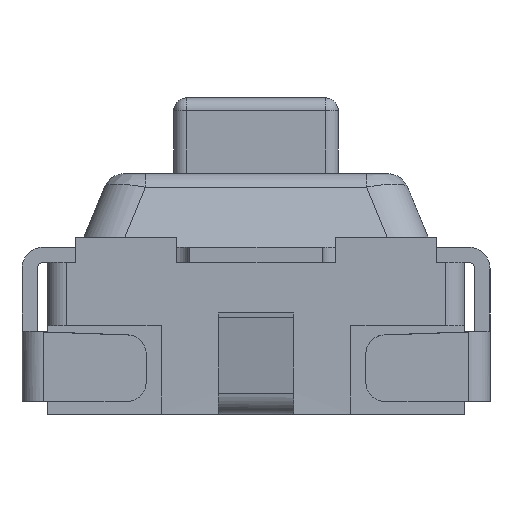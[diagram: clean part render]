
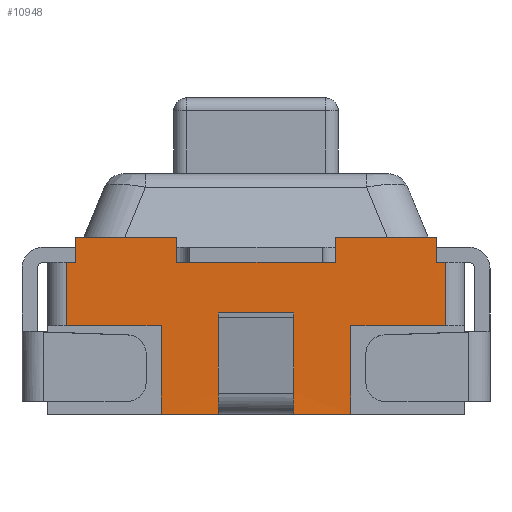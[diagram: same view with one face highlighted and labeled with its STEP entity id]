
A CAD part, left-side view. The second image highlights one B-rep face of the part: STEP entity #10948.
In plain terms, the highlighted planar face has unit normal (-1, 0, 0).
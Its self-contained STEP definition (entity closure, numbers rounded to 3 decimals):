
#1186=LINE('',#18503,#2254);
#1190=LINE('',#18512,#2258);
#1206=LINE('',#18565,#2274);
#1215=LINE('',#18587,#2283);
#1217=LINE('',#18592,#2285);
#1226=LINE('',#18614,#2294);
#1429=LINE('',#19272,#2497);
#1446=LINE('',#19315,#2514);
#1447=LINE('',#19317,#2515);
#1448=LINE('',#19321,#2516);
#1449=LINE('',#19323,#2517);
#1450=LINE('',#19327,#2518);
#1480=LINE('',#19386,#2548);
#1513=LINE('',#19470,#2581);
#1514=LINE('',#19471,#2582);
#1515=LINE('',#19472,#2583);
#1545=LINE('',#19532,#2613);
#1546=LINE('',#19534,#2614);
#1547=LINE('',#19535,#2615);
#1548=LINE('',#19537,#2616);
#2254=VECTOR('',#13841,1000.);
#2258=VECTOR('',#13847,1000.);
#2274=VECTOR('',#13893,1000.);
#2283=VECTOR('',#13912,1000.);
#2285=VECTOR('',#13916,1000.);
#2294=VECTOR('',#13935,1000.);
#2497=VECTOR('',#14450,1000.);
#2514=VECTOR('',#14485,1000.);
#2515=VECTOR('',#14488,1000.);
#2516=VECTOR('',#14493,1000.);
#2517=VECTOR('',#14496,1000.);
#2518=VECTOR('',#14501,1000.);
#2548=VECTOR('',#14549,1000.);
#2581=VECTOR('',#14616,1000.);
#2582=VECTOR('',#14617,1000.);
#2583=VECTOR('',#14618,1000.);
#2613=VECTOR('',#14676,1000.);
#2614=VECTOR('',#14679,1000.);
#2615=VECTOR('',#14680,1000.);
#2616=VECTOR('',#14681,1000.);
#5425=ORIENTED_EDGE('',*,*,#7414,.T.);
#5426=ORIENTED_EDGE('',*,*,#7006,.T.);
#5427=ORIENTED_EDGE('',*,*,#7332,.T.);
#5428=ORIENTED_EDGE('',*,*,#6995,.T.);
#5429=ORIENTED_EDGE('',*,*,#7413,.F.);
#5430=ORIENTED_EDGE('',*,*,#6993,.T.);
#5431=ORIENTED_EDGE('',*,*,#7333,.T.);
#5432=ORIENTED_EDGE('',*,*,#6982,.T.);
#5433=ORIENTED_EDGE('',*,*,#7412,.T.);
#5434=ORIENTED_EDGE('',*,*,#6958,.T.);
#5435=ORIENTED_EDGE('',*,*,#7368,.F.);
#5436=ORIENTED_EDGE('',*,*,#7444,.F.);
#5437=ORIENTED_EDGE('',*,*,#7445,.F.);
#5438=ORIENTED_EDGE('',*,*,#7335,.T.);
#5439=ORIENTED_EDGE('',*,*,#7309,.T.);
#5440=ORIENTED_EDGE('',*,*,#7336,.F.);
#5441=ORIENTED_EDGE('',*,*,#7446,.F.);
#5442=ORIENTED_EDGE('',*,*,#7447,.F.);
#5443=ORIENTED_EDGE('',*,*,#7338,.F.);
#5444=ORIENTED_EDGE('',*,*,#6954,.F.);
#6954=EDGE_CURVE('',#8241,#8242,#1186,.T.);
#6958=EDGE_CURVE('',#8246,#8245,#1190,.T.);
#6982=EDGE_CURVE('',#8268,#8266,#1206,.T.);
#6993=EDGE_CURVE('',#8274,#8275,#1215,.T.);
#6995=EDGE_CURVE('',#8278,#8276,#1217,.T.);
#7006=EDGE_CURVE('',#8284,#8285,#1226,.T.);
#7309=EDGE_CURVE('',#8521,#8520,#1429,.T.);
#7332=EDGE_CURVE('',#8285,#8278,#1446,.T.);
#7333=EDGE_CURVE('',#8275,#8268,#1447,.T.);
#7335=EDGE_CURVE('',#8538,#8521,#1448,.T.);
#7336=EDGE_CURVE('',#8539,#8520,#1449,.T.);
#7338=EDGE_CURVE('',#8242,#8540,#1450,.T.);
#7368=EDGE_CURVE('',#8559,#8245,#1480,.T.);
#7412=EDGE_CURVE('',#8266,#8246,#1513,.T.);
#7413=EDGE_CURVE('',#8274,#8276,#1514,.T.);
#7414=EDGE_CURVE('',#8241,#8284,#1515,.T.);
#7444=EDGE_CURVE('',#8609,#8559,#1545,.T.);
#7445=EDGE_CURVE('',#8538,#8609,#1546,.T.);
#7446=EDGE_CURVE('',#8610,#8539,#1547,.T.);
#7447=EDGE_CURVE('',#8540,#8610,#1548,.T.);
#8241=VERTEX_POINT('',#18502);
#8242=VERTEX_POINT('',#18504);
#8245=VERTEX_POINT('',#18511);
#8246=VERTEX_POINT('',#18513);
#8266=VERTEX_POINT('',#18563);
#8268=VERTEX_POINT('',#18566);
#8274=VERTEX_POINT('',#18584);
#8275=VERTEX_POINT('',#18586);
#8276=VERTEX_POINT('',#18590);
#8278=VERTEX_POINT('',#18593);
#8284=VERTEX_POINT('',#18611);
#8285=VERTEX_POINT('',#18613);
#8520=VERTEX_POINT('',#19271);
#8521=VERTEX_POINT('',#19273);
#8538=VERTEX_POINT('',#19320);
#8539=VERTEX_POINT('',#19324);
#8540=VERTEX_POINT('',#19328);
#8559=VERTEX_POINT('',#19385);
#8609=VERTEX_POINT('',#19531);
#8610=VERTEX_POINT('',#19536);
#9419=EDGE_LOOP('',(#5425,#5426,#5427,#5428,#5429,#5430,#5431,#5432,#5433,
#5434,#5435,#5436,#5437,#5438,#5439,#5440,#5441,#5442,#5443,#5444));
#10017=FACE_BOUND('',#9419,.T.);
#10407=PLANE('',#11914);
#10948=ADVANCED_FACE('',(#10017),#10407,.F.);
#11914=AXIS2_PLACEMENT_3D('',#19533,#14677,#14678);
#13841=DIRECTION('',(0.,0.,-1.));
#13847=DIRECTION('',(0.,0.,-1.));
#13893=DIRECTION('',(0.,0.,-1.));
#13912=DIRECTION('',(0.,0.,1.));
#13916=DIRECTION('',(0.,0.,-1.));
#13935=DIRECTION('',(0.,0.,1.));
#14450=DIRECTION('',(0.,-1.,0.));
#14485=DIRECTION('',(0.,1.,0.));
#14488=DIRECTION('',(0.,1.,0.));
#14493=DIRECTION('',(0.,0.,1.));
#14496=DIRECTION('',(0.,0.,1.));
#14501=DIRECTION('',(0.,1.,0.));
#14549=DIRECTION('',(0.,1.,0.));
#14616=DIRECTION('',(0.,1.,0.));
#14617=DIRECTION('',(0.,-1.,0.));
#14618=DIRECTION('',(0.,1.,0.));
#14676=DIRECTION('',(0.,0.,1.));
#14677=DIRECTION('',(1.,0.,0.));
#14678=DIRECTION('',(0.,1.,0.));
#14679=DIRECTION('',(0.,1.,0.));
#14680=DIRECTION('',(0.,1.,0.));
#14681=DIRECTION('',(0.,0.,-1.));
#18502=CARTESIAN_POINT('',(2419.192,678.516,0.9));
#18503=CARTESIAN_POINT('',(2419.192,678.516,0.65));
#18504=CARTESIAN_POINT('',(2419.192,678.516,0.4));
#18511=CARTESIAN_POINT('',(2419.192,681.516,0.4));
#18512=CARTESIAN_POINT('',(2419.192,681.516,0.55));
#18513=CARTESIAN_POINT('',(2419.192,681.516,0.9));
#18563=CARTESIAN_POINT('',(2419.192,681.441,0.9));
#18565=CARTESIAN_POINT('',(2419.192,681.441,0.55));
#18566=CARTESIAN_POINT('',(2419.192,681.441,1.1));
#18584=CARTESIAN_POINT('',(2419.192,680.641,0.9));
#18586=CARTESIAN_POINT('',(2419.192,680.641,1.1));
#18587=CARTESIAN_POINT('',(2419.192,680.641,0.55));
#18590=CARTESIAN_POINT('',(2419.192,679.391,0.9));
#18592=CARTESIAN_POINT('',(2419.192,679.391,0.55));
#18593=CARTESIAN_POINT('',(2419.192,679.391,1.1));
#18611=CARTESIAN_POINT('',(2419.192,678.591,0.9));
#18613=CARTESIAN_POINT('',(2419.192,678.591,1.1));
#18614=CARTESIAN_POINT('',(2419.192,678.591,0.55));
#19271=CARTESIAN_POINT('',(2419.192,679.716,-0.128));
#19272=CARTESIAN_POINT('',(2419.192,680.016,-0.128));
#19273=CARTESIAN_POINT('',(2419.192,680.316,-0.128));
#19315=CARTESIAN_POINT('',(2419.192,680.016,1.1));
#19317=CARTESIAN_POINT('',(2419.192,680.016,1.1));
#19320=CARTESIAN_POINT('',(2419.19,680.316,-0.3));
#19321=CARTESIAN_POINT('',(2419.192,680.316,0.55));
#19323=CARTESIAN_POINT('',(2419.192,679.716,0.55));
#19324=CARTESIAN_POINT('',(2419.187,679.716,-0.3));
#19327=CARTESIAN_POINT('',(2419.192,681.191,0.4));
#19328=CARTESIAN_POINT('',(2419.192,679.266,0.4));
#19385=CARTESIAN_POINT('',(2419.192,680.766,0.4));
#19386=CARTESIAN_POINT('',(2419.192,681.191,0.4));
#19470=CARTESIAN_POINT('',(2419.192,680.016,0.9));
#19471=CARTESIAN_POINT('',(2419.192,680.016,0.9));
#19472=CARTESIAN_POINT('',(2419.192,680.016,0.9));
#19531=CARTESIAN_POINT('',(2419.192,680.766,-0.3));
#19532=CARTESIAN_POINT('',(2419.192,680.766,0.2));
#19533=CARTESIAN_POINT('',(2419.192,680.016,0.55));
#19534=CARTESIAN_POINT('',(2419.192,680.016,-0.3));
#19535=CARTESIAN_POINT('',(2419.192,680.016,-0.3));
#19536=CARTESIAN_POINT('',(2419.189,679.266,-0.3));
#19537=CARTESIAN_POINT('',(2419.192,679.266,0.2));
